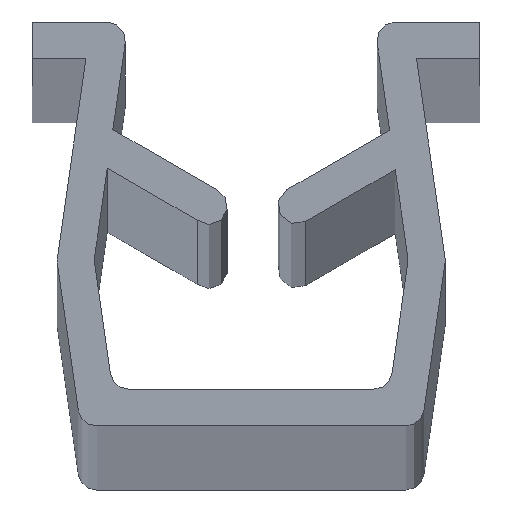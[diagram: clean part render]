
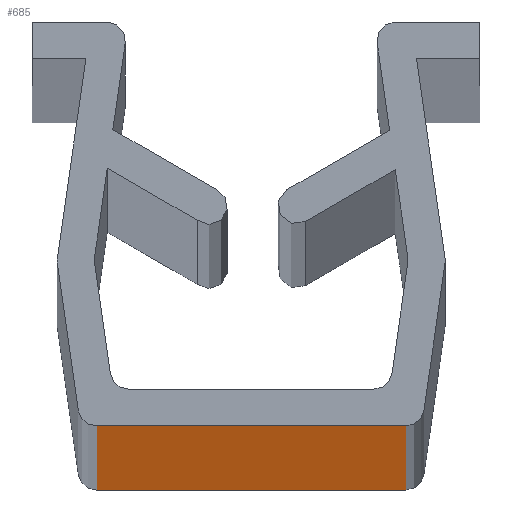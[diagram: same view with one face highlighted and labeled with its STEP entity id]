
A CAD part, top view. The second image highlights one B-rep face of the part: STEP entity #685.
In plain terms, the highlighted planar face has unit normal (0, -1, 0).
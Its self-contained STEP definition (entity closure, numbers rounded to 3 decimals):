
#35=FACE_OUTER_BOUND('',#71,.T.);
#71=EDGE_LOOP('',(#511,#512,#513,#514));
#104=LINE('',#1013,#182);
#133=LINE('',#1092,#211);
#134=LINE('',#1095,#212);
#135=LINE('',#1096,#213);
#182=VECTOR('',#808,10.);
#211=VECTOR('',#873,10.);
#212=VECTOR('',#876,10.);
#213=VECTOR('',#877,10.);
#287=VERTEX_POINT('',#1010);
#288=VERTEX_POINT('',#1012);
#320=VERTEX_POINT('',#1090);
#321=VERTEX_POINT('',#1094);
#355=EDGE_CURVE('',#287,#288,#104,.T.);
#395=EDGE_CURVE('',#287,#320,#133,.T.);
#396=EDGE_CURVE('',#321,#320,#134,.T.);
#397=EDGE_CURVE('',#288,#321,#135,.T.);
#511=ORIENTED_EDGE('',*,*,#395,.T.);
#512=ORIENTED_EDGE('',*,*,#396,.F.);
#513=ORIENTED_EDGE('',*,*,#397,.F.);
#514=ORIENTED_EDGE('',*,*,#355,.F.);
#659=PLANE('',#755);
#685=ADVANCED_FACE('',(#35),#659,.T.);
#755=AXIS2_PLACEMENT_3D('',#1093,#874,#875);
#808=DIRECTION('',(-1.,0.,0.));
#873=DIRECTION('',(0.,0.,1.));
#874=DIRECTION('center_axis',(0.,-1.,0.));
#875=DIRECTION('ref_axis',(1.,0.,0.));
#876=DIRECTION('',(1.,0.,0.));
#877=DIRECTION('',(0.,0.,1.));
#1010=CARTESIAN_POINT('',(8.421,0.,-500.));
#1012=CARTESIAN_POINT('',(0.,0.,-500.));
#1013=CARTESIAN_POINT('',(0.,0.,-500.));
#1090=CARTESIAN_POINT('',(8.421,0.,500.));
#1092=CARTESIAN_POINT('',(8.421,0.,0.));
#1093=CARTESIAN_POINT('Origin',(0.,0.,0.));
#1094=CARTESIAN_POINT('',(0.,0.,500.));
#1095=CARTESIAN_POINT('',(0.,0.,500.));
#1096=CARTESIAN_POINT('',(0.,0.,0.));
